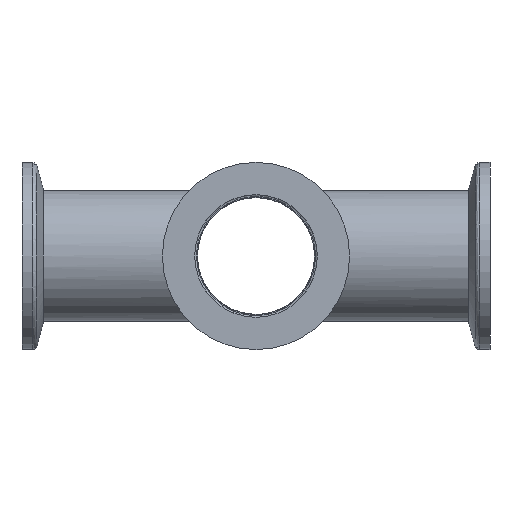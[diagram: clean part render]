
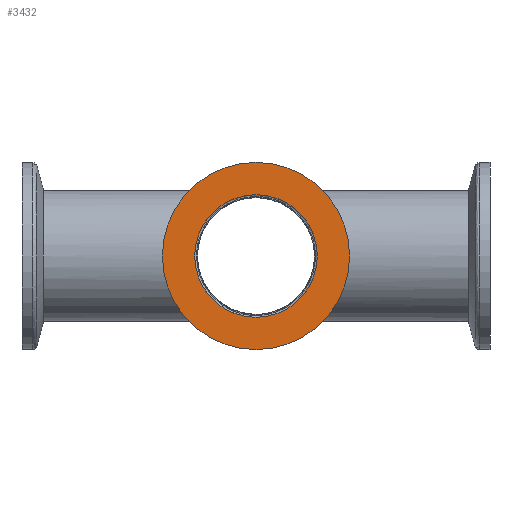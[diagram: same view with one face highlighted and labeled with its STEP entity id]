
A CAD part, left-side view. The second image highlights one B-rep face of the part: STEP entity #3432.
In plain terms, the highlighted planar face has unit normal (-1, 0, 0).
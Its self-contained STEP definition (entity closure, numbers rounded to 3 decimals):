
#134 = DIRECTION ( 'NONE',  ( 0., -1., 0. ) ) ;
#538 = ORIENTED_EDGE ( 'NONE', *, *, #4112, .T. ) ;
#586 = EDGE_LOOP ( 'NONE', ( #1600 ) ) ;
#746 = EDGE_LOOP ( 'NONE', ( #538 ) ) ;
#769 = DIRECTION ( 'NONE',  ( 0., 1., 0. ) ) ;
#809 = VERTEX_POINT ( 'NONE', #3039 ) ;
#958 = FACE_OUTER_BOUND ( 'NONE', #746, .T. ) ;
#1293 = DIRECTION ( 'NONE',  ( 1., 0., 0. ) ) ;
#1441 = AXIS2_PLACEMENT_3D ( 'NONE', #1716, #3711, #769 ) ;
#1600 = ORIENTED_EDGE ( 'NONE', *, *, #2661, .T. ) ;
#1716 = CARTESIAN_POINT ( 'NONE',  ( 0., 0., 0. ) ) ;
#2076 = PLANE ( 'NONE',  #3960 ) ;
#2078 = CARTESIAN_POINT ( 'NONE',  ( 0., 20., 0. ) ) ;
#2266 = VERTEX_POINT ( 'NONE', #2078 ) ;
#2413 = CARTESIAN_POINT ( 'NONE',  ( 0., 20., 0. ) ) ;
#2426 = AXIS2_PLACEMENT_3D ( 'NONE', #3928, #1293, #2635 ) ;
#2444 = DIRECTION ( 'NONE',  ( -1., 0., 0. ) ) ;
#2635 = DIRECTION ( 'NONE',  ( 0., 1., 0. ) ) ;
#2661 = EDGE_CURVE ( 'NONE', #809, #809, #3785, .T. ) ;
#3039 = CARTESIAN_POINT ( 'NONE',  ( 0., 13.1, 0. ) ) ;
#3417 = CIRCLE ( 'NONE', #1441, 20. ) ;
#3432 = ADVANCED_FACE ( 'NONE', ( #3468, #958 ), #2076, .T. ) ;
#3468 = FACE_BOUND ( 'NONE', #586, .T. ) ;
#3711 = DIRECTION ( 'NONE',  ( -1., 0., 0. ) ) ;
#3785 = CIRCLE ( 'NONE', #2426, 13.1 ) ;
#3928 = CARTESIAN_POINT ( 'NONE',  ( 0., 0., 0. ) ) ;
#3960 = AXIS2_PLACEMENT_3D ( 'NONE', #2413, #2444, #134 ) ;
#4112 = EDGE_CURVE ( 'NONE', #2266, #2266, #3417, .T. ) ;
